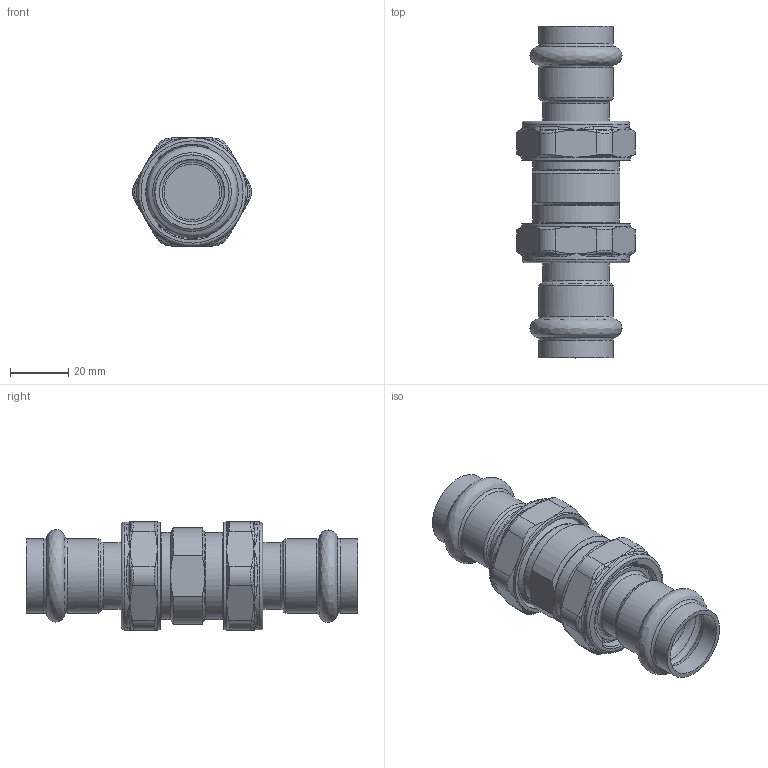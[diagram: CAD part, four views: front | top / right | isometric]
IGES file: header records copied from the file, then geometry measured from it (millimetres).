
Global section: file name: 304756A_Simplify_2; native system: Autodesk Inventor 2025; preprocessor: unknown; author: ischreiner; date: 20250820.150617; units: inch
Bounding box: 40.7 x 113.66 x 37 mm (x, y, z)
Volume: 53639.2 mm3; surface area: 26799.4 mm2
Topology: 5 solids, 5 shells, 294 faces, 709 edges, 407 vertices
Faces by surface type: bspline 294
